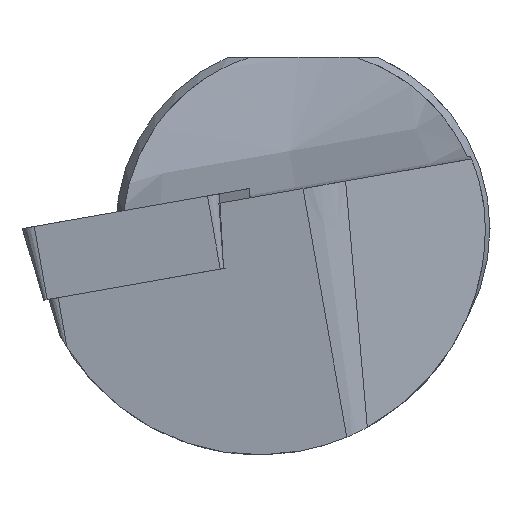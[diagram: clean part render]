
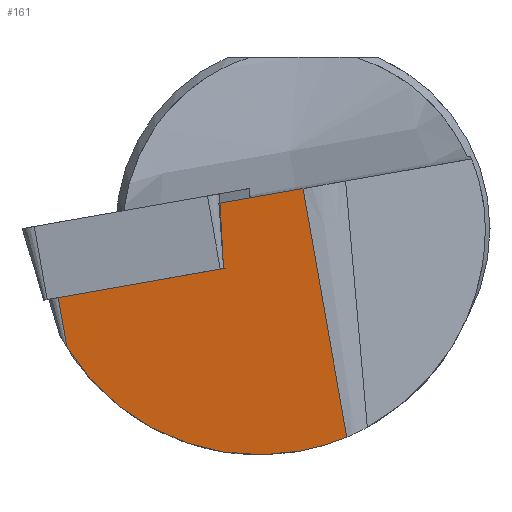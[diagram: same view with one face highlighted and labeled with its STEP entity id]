
A CAD part, left-side view. The second image highlights one B-rep face of the part: STEP entity #161.
In plain terms, the highlighted planar face has unit normal (-0.993, -0.021, -0.12).
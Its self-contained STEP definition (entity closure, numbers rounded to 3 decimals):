
#161=ADVANCED_FACE('',(#211),#193,.T.);
#193=PLANE('',#690);
#211=FACE_OUTER_BOUND('',#243,.T.);
#243=EDGE_LOOP('',(#309,#310,#311,#312,#313,#314));
#276=ELLIPSE('',#689,7.304,7.25);
#309=ORIENTED_EDGE('',*,*,#529,.F.);
#310=ORIENTED_EDGE('',*,*,#530,.F.);
#311=ORIENTED_EDGE('',*,*,#528,.F.);
#312=ORIENTED_EDGE('',*,*,#531,.T.);
#313=ORIENTED_EDGE('',*,*,#532,.T.);
#314=ORIENTED_EDGE('',*,*,#533,.F.);
#471=VERTEX_POINT('',#921);
#472=VERTEX_POINT('',#947);
#473=VERTEX_POINT('',#951);
#474=VERTEX_POINT('',#952);
#475=VERTEX_POINT('',#955);
#476=VERTEX_POINT('',#957);
#528=EDGE_CURVE('',#472,#471,#606,.T.);
#529=EDGE_CURVE('',#473,#474,#607,.T.);
#530=EDGE_CURVE('',#471,#473,#608,.T.);
#531=EDGE_CURVE('',#472,#475,#276,.T.);
#532=EDGE_CURVE('',#475,#476,#609,.T.);
#533=EDGE_CURVE('',#474,#476,#610,.T.);
#606=LINE('',#948,#647);
#607=LINE('',#950,#648);
#608=LINE('',#953,#649);
#609=LINE('',#956,#650);
#610=LINE('',#958,#651);
#647=VECTOR('',#753,1.);
#648=VECTOR('',#756,1.);
#649=VECTOR('',#757,1.);
#650=VECTOR('',#760,1.);
#651=VECTOR('',#761,1.);
#689=AXIS2_PLACEMENT_3D('',#954,#758,#759);
#690=AXIS2_PLACEMENT_3D('',#959,#762,#763);
#753=DIRECTION('',(-0.122,0.172,0.977));
#756=DIRECTION('',(-0.121,0.071,0.99));
#757=DIRECTION('',(0.,-0.985,0.174));
#758=DIRECTION('',(-0.993,-0.021,-0.12));
#759=DIRECTION('',(0.122,-0.172,-0.977));
#760=DIRECTION('',(-0.122,0.172,0.977));
#761=DIRECTION('',(0.,-0.985,0.174));
#762=DIRECTION('',(-0.993,-0.021,-0.12));
#763=DIRECTION('',(-0.12,0.,0.993));
#921=CARTESIAN_POINT('',(0.392,7.845,-2.209));
#947=CARTESIAN_POINT('',(0.593,7.561,-3.822));
#948=CARTESIAN_POINT('',(0.1,8.258,0.135));
#950=CARTESIAN_POINT('',(0.169,2.672,0.546));
#951=CARTESIAN_POINT('',(0.392,2.541,-1.274));
#952=CARTESIAN_POINT('',(0.137,2.691,0.812));
#953=CARTESIAN_POINT('',(0.392,7.845,-2.209));
#954=CARTESIAN_POINT('',(0.263,1.4,0.));
#955=CARTESIAN_POINT('',(1.131,-1.41,-6.683));
#956=CARTESIAN_POINT('',(0.1,0.048,1.583));
#957=CARTESIAN_POINT('',(0.137,-0.004,1.287));
#958=CARTESIAN_POINT('',(0.137,8.206,-0.161));
#959=CARTESIAN_POINT('',(0.1,8.258,0.135));
